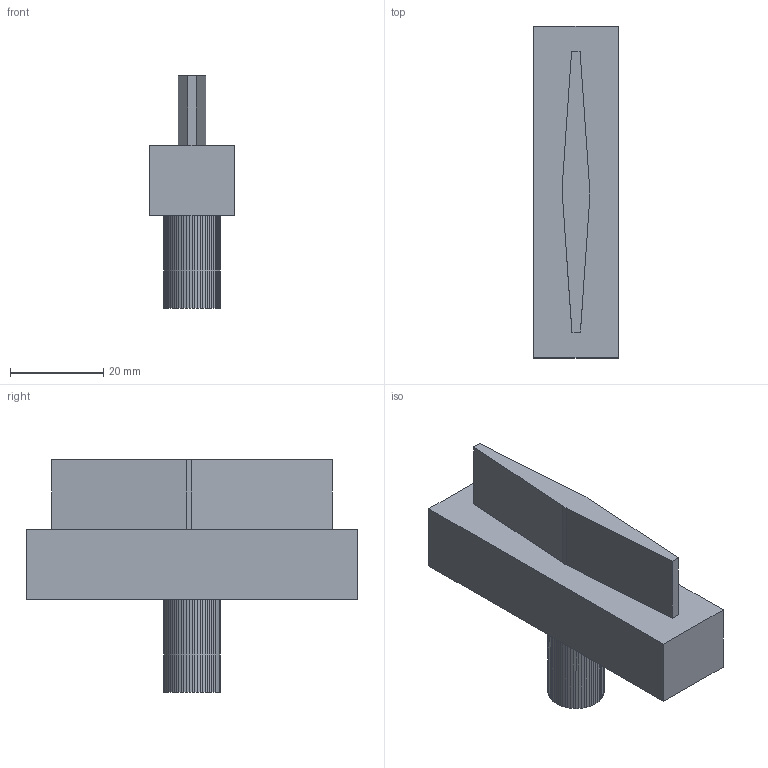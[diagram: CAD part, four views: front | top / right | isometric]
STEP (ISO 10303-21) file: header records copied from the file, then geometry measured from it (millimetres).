
FILE_DESCRIPTION(/* description */ ('This is a sample STEP configuration'),/* implementation_level */ '2;1');
FILE_NAME(/* name */ '652-00802xxxxx SIMPLE.ipt_Rev_00.stp',/* time_stamp */ '2024-04-02T10:51:45+02:00',/* author */ ('powerJobs'),/* organization */ ('coolOrange'),/* preprocessor_version */ 'ST-DEVELOPER v19.2',/* originating_system */ 'Autodesk Inventor 2023',/* authorisation */ '');
FILE_SCHEMA (('AUTOMOTIVE_DESIGN { 1 0 10303 214 3 1 1 }'));
Length unit declared in the file: millimetre
Products named in the file (1): ENG000034083
Bounding box: 18 x 71 x 49.78 mm (x, y, z)
Volume: 24912.2 mm3; surface area: 7823 mm2
Topology: 1 solids, 1 shells, 82 faces, 234 edges, 156 vertices
Faces by surface type: plane 82
Entity records: 2661 total; most frequent: CARTESIAN_POINT 473, ORIENTED_EDGE 468, DIRECTION 400, LINE 234, VECTOR 234, EDGE_CURVE 234, VERTEX_POINT 156, EDGE_LOOP 84
